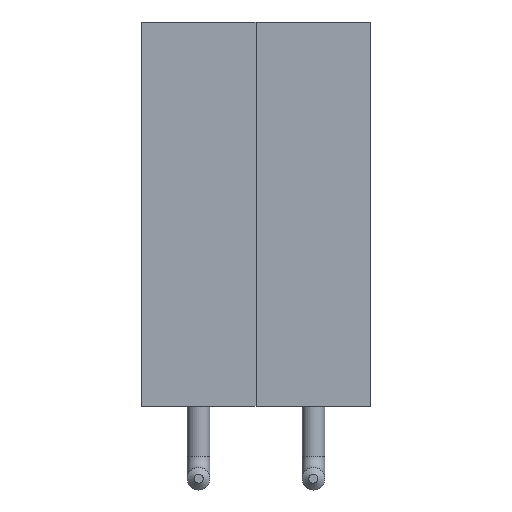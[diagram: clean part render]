
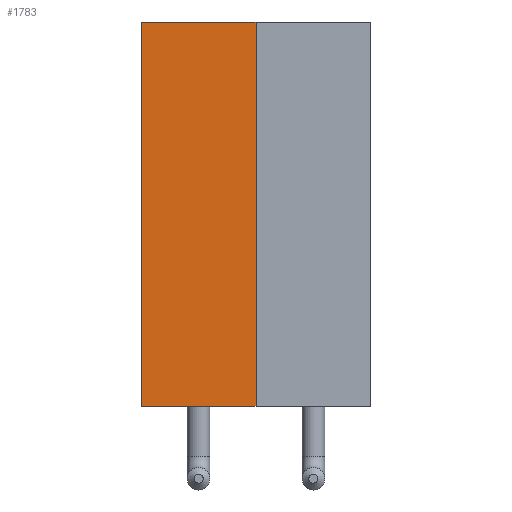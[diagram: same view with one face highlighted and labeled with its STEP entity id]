
A CAD part, front view. The second image highlights one B-rep face of the part: STEP entity #1783.
In plain terms, the highlighted planar face has unit normal (0, -1, 0).
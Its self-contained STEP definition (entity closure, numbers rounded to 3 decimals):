
#123=PLANE('',#1954);
#239=FACE_OUTER_BOUND('',#353,.T.);
#353=EDGE_LOOP('',(#1435,#1436,#1437,#1438));
#455=LINE('',#2970,#597);
#461=LINE('',#2983,#603);
#472=LINE('',#3110,#614);
#483=LINE('',#3136,#625);
#597=VECTOR('',#2222,10.);
#603=VECTOR('',#2234,10.);
#614=VECTOR('',#2291,10.);
#625=VECTOR('',#2324,10.);
#817=VERTEX_POINT('',#2967);
#818=VERTEX_POINT('',#2969);
#822=VERTEX_POINT('',#2981);
#835=VERTEX_POINT('',#3109);
#1004=EDGE_CURVE('',#817,#818,#455,.T.);
#1011=EDGE_CURVE('',#822,#817,#461,.T.);
#1036=EDGE_CURVE('',#818,#835,#472,.T.);
#1049=EDGE_CURVE('',#822,#835,#483,.T.);
#1435=ORIENTED_EDGE('',*,*,#1011,.F.);
#1436=ORIENTED_EDGE('',*,*,#1049,.T.);
#1437=ORIENTED_EDGE('',*,*,#1036,.F.);
#1438=ORIENTED_EDGE('',*,*,#1004,.F.);
#1783=ADVANCED_FACE('',(#239),#123,.T.);
#1954=AXIS2_PLACEMENT_3D('',#3137,#2325,#2326);
#2222=DIRECTION('',(0.,0.,1.));
#2234=DIRECTION('',(-1.,0.,0.));
#2291=DIRECTION('',(1.,0.,0.));
#2324=DIRECTION('',(0.,0.,1.));
#2325=DIRECTION('center_axis',(0.,-1.,0.));
#2326=DIRECTION('ref_axis',(1.,0.,0.));
#2967=CARTESIAN_POINT('',(0.,-2.4,0.));
#2969=CARTESIAN_POINT('',(0.,-2.4,8.5));
#2970=CARTESIAN_POINT('',(0.,-2.4,0.));
#2981=CARTESIAN_POINT('',(2.54,-2.4,0.));
#2983=CARTESIAN_POINT('',(2.54,-2.4,0.));
#3109=CARTESIAN_POINT('',(2.54,-2.4,8.5));
#3110=CARTESIAN_POINT('',(2.54,-2.4,8.5));
#3136=CARTESIAN_POINT('',(2.54,-2.4,0.));
#3137=CARTESIAN_POINT('Origin',(0.,-2.4,0.));
